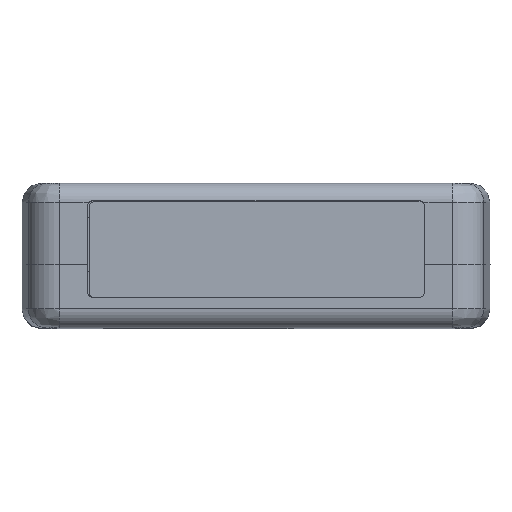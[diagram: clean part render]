
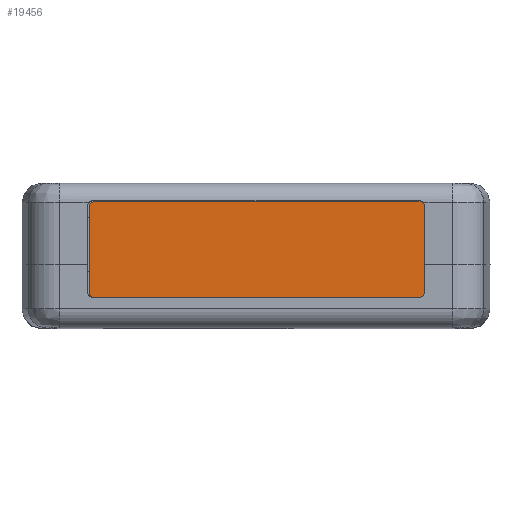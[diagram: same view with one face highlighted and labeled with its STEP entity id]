
A CAD part, top view. The second image highlights one B-rep face of the part: STEP entity #19456.
In plain terms, the highlighted face is planar.
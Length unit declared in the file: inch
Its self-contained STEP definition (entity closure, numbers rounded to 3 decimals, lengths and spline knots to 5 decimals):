
#1355 = VECTOR ( 'NONE', #14103, 39.37008 ) ;
#2404 = DIRECTION ( 'NONE',  ( 0., -1., 0. ) ) ;
#4197 = AXIS2_PLACEMENT_3D ( 'NONE', #34605, #13544, #38175 ) ;
#4433 = CARTESIAN_POINT ( 'NONE',  ( 0.045, 0.1, -0.762 ) ) ;
#4447 = CARTESIAN_POINT ( 'NONE',  ( 0.045, 0.1, -0.045 ) ) ;
#5585 = EDGE_CURVE ( 'NONE', #23861, #26083, #14334, .T. ) ;
#5886 = CARTESIAN_POINT ( 'NONE',  ( 2.659, 0.1, -0.812 ) ) ;
#7481 = EDGE_CURVE ( 'NONE', #26125, #27931, #18654, .T. ) ;
#8388 = DIRECTION ( 'NONE',  ( 0., 1., 0. ) ) ;
#9138 = VERTEX_POINT ( 'NONE', #5886 ) ;
#11182 = AXIS2_PLACEMENT_3D ( 'NONE', #36237, #15178, #39807 ) ;
#12298 = CARTESIAN_POINT ( 'NONE',  ( 0.095, 0.1, -0.045 ) ) ;
#13356 = EDGE_CURVE ( 'NONE', #27931, #15671, #35268, .T. ) ;
#13544 = DIRECTION ( 'NONE',  ( 0., 1., 0. ) ) ;
#14103 = DIRECTION ( 'NONE',  ( -1., 0., 0. ) ) ;
#14334 = LINE ( 'NONE', #24226, #41316 ) ;
#15178 = DIRECTION ( 'NONE',  ( 0., 1., 0. ) ) ;
#15671 = VERTEX_POINT ( 'NONE', #21795 ) ;
#17659 = EDGE_LOOP ( 'NONE', ( #45420, #28749, #44070, #39213, #43295, #34520, #37033, #19920 ) ) ;
#17876 = LINE ( 'NONE', #38703, #1355 ) ;
#17951 = LINE ( 'NONE', #4447, #27257 ) ;
#18201 = EDGE_CURVE ( 'NONE', #9138, #28963, #17876, .T. ) ;
#18456 = CARTESIAN_POINT ( 'NONE',  ( 0.095, 0.1, -0.762 ) ) ;
#18654 = CIRCLE ( 'NONE', #4197, 0.05 ) ;
#19456 = ADVANCED_FACE ( 'NONE', ( #38646 ), #37623, .F. ) ;
#19920 = ORIENTED_EDGE ( 'NONE', *, *, #37387, .T. ) ;
#20700 = DIRECTION ( 'NONE',  ( 0., 0., -1. ) ) ;
#21795 = CARTESIAN_POINT ( 'NONE',  ( 2.659, 0.1, -0.045 ) ) ;
#21899 = CARTESIAN_POINT ( 'NONE',  ( 2.709, 0.1, -0.762 ) ) ;
#21962 = DIRECTION ( 'NONE',  ( 0., 0., -1. ) ) ;
#23861 = VERTEX_POINT ( 'NONE', #33056 ) ;
#24226 = CARTESIAN_POINT ( 'NONE',  ( 2.709, 0.1, -0.045 ) ) ;
#26083 = VERTEX_POINT ( 'NONE', #21899 ) ;
#26125 = VERTEX_POINT ( 'NONE', #32671 ) ;
#26384 = DIRECTION ( 'NONE',  ( 1., 0., 0. ) ) ;
#26619 = CARTESIAN_POINT ( 'NONE',  ( 0.095, 0.1, -0.812 ) ) ;
#26655 = CIRCLE ( 'NONE', #35976, 0.05 ) ;
#27257 = VECTOR ( 'NONE', #42948, 39.37008 ) ;
#27931 = VERTEX_POINT ( 'NONE', #12298 ) ;
#28749 = ORIENTED_EDGE ( 'NONE', *, *, #41678, .T. ) ;
#28963 = VERTEX_POINT ( 'NONE', #26619 ) ;
#29468 = CARTESIAN_POINT ( 'NONE',  ( 2.659, 0.1, -0.762 ) ) ;
#30960 = CIRCLE ( 'NONE', #42959, 0.05 ) ;
#31068 = VERTEX_POINT ( 'NONE', #4433 ) ;
#32671 = CARTESIAN_POINT ( 'NONE',  ( 0.045, 0.1, -0.095 ) ) ;
#32993 = DIRECTION ( 'NONE',  ( 0., 0., -1. ) ) ;
#33056 = CARTESIAN_POINT ( 'NONE',  ( 2.709, 0.1, -0.095 ) ) ;
#33356 = CIRCLE ( 'NONE', #11182, 0.05 ) ;
#34074 = CARTESIAN_POINT ( 'NONE',  ( 0., 0.1, 0. ) ) ;
#34520 = ORIENTED_EDGE ( 'NONE', *, *, #45310, .T. ) ;
#34605 = CARTESIAN_POINT ( 'NONE',  ( 0.095, 0.1, -0.095 ) ) ;
#35268 = LINE ( 'NONE', #43967, #43571 ) ;
#35572 = EDGE_CURVE ( 'NONE', #31068, #26125, #17951, .T. ) ;
#35976 = AXIS2_PLACEMENT_3D ( 'NONE', #29468, #8388, #32993 ) ;
#36237 = CARTESIAN_POINT ( 'NONE',  ( 2.659, 0.1, -0.095 ) ) ;
#37033 = ORIENTED_EDGE ( 'NONE', *, *, #5585, .T. ) ;
#37387 = EDGE_CURVE ( 'NONE', #26083, #9138, #26655, .T. ) ;
#37623 = PLANE ( 'NONE',  #42529 ) ;
#38175 = DIRECTION ( 'NONE',  ( 0., 0., -1. ) ) ;
#38646 = FACE_OUTER_BOUND ( 'NONE', #17659, .T. ) ;
#38703 = CARTESIAN_POINT ( 'NONE',  ( 0.045, 0.1, -0.812 ) ) ;
#39213 = ORIENTED_EDGE ( 'NONE', *, *, #7481, .T. ) ;
#39807 = DIRECTION ( 'NONE',  ( 0., 0., -1. ) ) ;
#41199 = DIRECTION ( 'NONE',  ( 0., 0., -1. ) ) ;
#41316 = VECTOR ( 'NONE', #20700, 39.37008 ) ;
#41678 = EDGE_CURVE ( 'NONE', #28963, #31068, #30960, .T. ) ;
#42529 = AXIS2_PLACEMENT_3D ( 'NONE', #34074, #2404, #41199 ) ;
#42948 = DIRECTION ( 'NONE',  ( 0., 0., 1. ) ) ;
#42959 = AXIS2_PLACEMENT_3D ( 'NONE', #18456, #43091, #21962 ) ;
#43091 = DIRECTION ( 'NONE',  ( 0., 1., 0. ) ) ;
#43295 = ORIENTED_EDGE ( 'NONE', *, *, #13356, .T. ) ;
#43571 = VECTOR ( 'NONE', #26384, 39.37008 ) ;
#43967 = CARTESIAN_POINT ( 'NONE',  ( 0.045, 0.1, -0.045 ) ) ;
#44070 = ORIENTED_EDGE ( 'NONE', *, *, #35572, .T. ) ;
#45310 = EDGE_CURVE ( 'NONE', #15671, #23861, #33356, .T. ) ;
#45420 = ORIENTED_EDGE ( 'NONE', *, *, #18201, .T. ) ;
